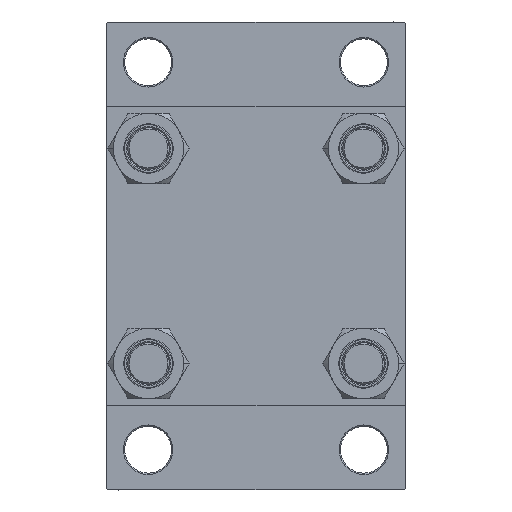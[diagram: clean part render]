
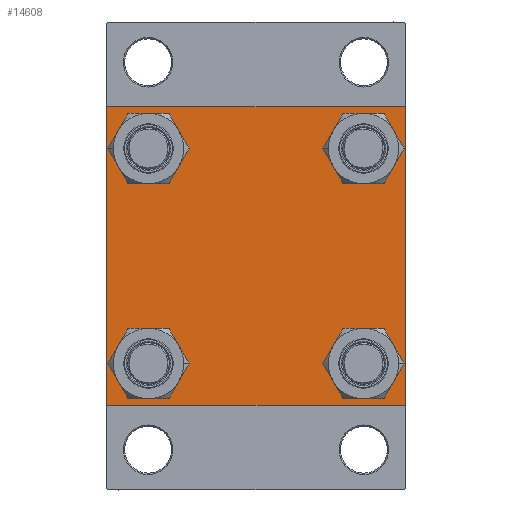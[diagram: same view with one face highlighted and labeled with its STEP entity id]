
A CAD part, left-side view. The second image highlights one B-rep face of the part: STEP entity #14608.
In plain terms, the highlighted planar face has unit normal (-1, 0, 0).
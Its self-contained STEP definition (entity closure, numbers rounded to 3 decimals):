
#501 = FACE_BOUND ( 'NONE', #19823, .T. ) ;
#632 = CARTESIAN_POINT ( 'NONE',  ( 0., 41.35, 49.85 ) ) ;
#662 = DIRECTION ( 'NONE',  ( 0., -1., 0. ) ) ;
#664 = VECTOR ( 'NONE', #7003, 1000. ) ;
#778 = VERTEX_POINT ( 'NONE', #39026 ) ;
#1202 = CARTESIAN_POINT ( 'NONE',  ( 0., -41.35, -32.85 ) ) ;
#1469 = LINE ( 'NONE', #12547, #15984 ) ;
#1752 = VERTEX_POINT ( 'NONE', #28167 ) ;
#2168 = VECTOR ( 'NONE', #36646, 1000. ) ;
#2266 = DIRECTION ( 'NONE',  ( 0., -1., 0. ) ) ;
#2283 = ORIENTED_EDGE ( 'NONE', *, *, #13065, .T. ) ;
#3414 = VERTEX_POINT ( 'NONE', #8802 ) ;
#3631 = CARTESIAN_POINT ( 'NONE',  ( 0., -41.35, 32.85 ) ) ;
#3639 = FACE_OUTER_BOUND ( 'NONE', #13200, .T. ) ;
#4072 = ORIENTED_EDGE ( 'NONE', *, *, #29245, .T. ) ;
#4100 = AXIS2_PLACEMENT_3D ( 'NONE', #6120, #32147, #46873 ) ;
#4261 = DIRECTION ( 'NONE',  ( 1., 0., 0. ) ) ;
#4399 = CIRCLE ( 'NONE', #16691, 8.5 ) ;
#5078 = ORIENTED_EDGE ( 'NONE', *, *, #8685, .F. ) ;
#5567 = CARTESIAN_POINT ( 'NONE',  ( 0., 57.25, -57.25 ) ) ;
#5964 = ORIENTED_EDGE ( 'NONE', *, *, #42352, .T. ) ;
#5984 = CARTESIAN_POINT ( 'NONE',  ( 0., 41.35, -49.85 ) ) ;
#6120 = CARTESIAN_POINT ( 'NONE',  ( 0., 41.35, 41.35 ) ) ;
#6138 = EDGE_LOOP ( 'NONE', ( #2283, #7794 ) ) ;
#6199 = CIRCLE ( 'NONE', #38512, 8.5 ) ;
#6229 = DIRECTION ( 'NONE',  ( 0., 0., 1. ) ) ;
#6621 = EDGE_LOOP ( 'NONE', ( #15801, #25872 ) ) ;
#6845 = CARTESIAN_POINT ( 'NONE',  ( 0., -57.5, -57. ) ) ;
#7003 = DIRECTION ( 'NONE',  ( 0., -0.707, 0.707 ) ) ;
#7085 = CARTESIAN_POINT ( 'NONE',  ( 0., 41.35, 32.85 ) ) ;
#7185 = CARTESIAN_POINT ( 'NONE',  ( 0., -57., -57.5 ) ) ;
#7251 = EDGE_CURVE ( 'NONE', #26149, #20055, #40619, .T. ) ;
#7675 = AXIS2_PLACEMENT_3D ( 'NONE', #13823, #23696, #21051 ) ;
#7794 = ORIENTED_EDGE ( 'NONE', *, *, #39485, .T. ) ;
#8287 = AXIS2_PLACEMENT_3D ( 'NONE', #25126, #17908, #43003 ) ;
#8337 = CARTESIAN_POINT ( 'NONE',  ( 0., 41.35, -41.35 ) ) ;
#8549 = AXIS2_PLACEMENT_3D ( 'NONE', #45794, #19039, #33750 ) ;
#8685 = EDGE_CURVE ( 'NONE', #3414, #23548, #1469, .T. ) ;
#8756 = EDGE_CURVE ( 'NONE', #3414, #778, #21919, .T. ) ;
#8802 = CARTESIAN_POINT ( 'NONE',  ( 0., -57.5, 57. ) ) ;
#9256 = EDGE_CURVE ( 'NONE', #1752, #778, #37766, .T. ) ;
#9848 = EDGE_CURVE ( 'NONE', #10008, #23548, #40046, .T. ) ;
#10008 = VERTEX_POINT ( 'NONE', #7185 ) ;
#10692 = CARTESIAN_POINT ( 'NONE',  ( 0., 41.35, -32.85 ) ) ;
#11295 = CARTESIAN_POINT ( 'NONE',  ( 0., 41.35, 41.35 ) ) ;
#11335 = FACE_BOUND ( 'NONE', #6138, .T. ) ;
#11347 = EDGE_CURVE ( 'NONE', #20055, #26149, #6199, .T. ) ;
#11570 = CARTESIAN_POINT ( 'NONE',  ( 0., -57.25, -57.25 ) ) ;
#11781 = ORIENTED_EDGE ( 'NONE', *, *, #44107, .T. ) ;
#12198 = VECTOR ( 'NONE', #662, 1000. ) ;
#12547 = CARTESIAN_POINT ( 'NONE',  ( 0., -57.5, 57.5 ) ) ;
#12571 = AXIS2_PLACEMENT_3D ( 'NONE', #11295, #30089, #25984 ) ;
#12593 = VERTEX_POINT ( 'NONE', #29950 ) ;
#13051 = DIRECTION ( 'NONE',  ( 0., 0., -1. ) ) ;
#13065 = EDGE_CURVE ( 'NONE', #44863, #16743, #30719, .T. ) ;
#13200 = EDGE_LOOP ( 'NONE', ( #11781, #32343, #4072, #34732, #5078, #15918, #17466, #5964 ) ) ;
#13823 = CARTESIAN_POINT ( 'NONE',  ( 0., -41.35, -41.35 ) ) ;
#14608 = ADVANCED_FACE ( 'NONE', ( #11335, #19037, #501, #36659, #3639 ), #40765, .T. ) ;
#15199 = DIRECTION ( 'NONE',  ( -1., 0., 0. ) ) ;
#15480 = CIRCLE ( 'NONE', #8549, 8.5 ) ;
#15801 = ORIENTED_EDGE ( 'NONE', *, *, #21103, .T. ) ;
#15918 = ORIENTED_EDGE ( 'NONE', *, *, #8756, .T. ) ;
#15984 = VECTOR ( 'NONE', #35943, 1000. ) ;
#16021 = AXIS2_PLACEMENT_3D ( 'NONE', #25541, #15199, #30131 ) ;
#16140 = DIRECTION ( 'NONE',  ( 0., 0.707, -0.707 ) ) ;
#16691 = AXIS2_PLACEMENT_3D ( 'NONE', #42403, #38780, #6229 ) ;
#16743 = VERTEX_POINT ( 'NONE', #3631 ) ;
#17466 = ORIENTED_EDGE ( 'NONE', *, *, #9256, .F. ) ;
#17908 = DIRECTION ( 'NONE',  ( 1., 0., 0. ) ) ;
#18292 = EDGE_CURVE ( 'NONE', #12593, #21081, #32304, .T. ) ;
#19037 = FACE_BOUND ( 'NONE', #6621, .T. ) ;
#19039 = DIRECTION ( 'NONE',  ( 1., 0., 0. ) ) ;
#19342 = CARTESIAN_POINT ( 'NONE',  ( 0., -41.35, 49.85 ) ) ;
#19823 = EDGE_LOOP ( 'NONE', ( #44659, #32881 ) ) ;
#20055 = VERTEX_POINT ( 'NONE', #5984 ) ;
#20267 = DIRECTION ( 'NONE',  ( 0., -0.707, -0.707 ) ) ;
#20450 = DIRECTION ( 'NONE',  ( 0., 0., 1. ) ) ;
#20471 = CARTESIAN_POINT ( 'NONE',  ( 0., 57.25, 57.25 ) ) ;
#20525 = CARTESIAN_POINT ( 'NONE',  ( 0., 57.5, 57.5 ) ) ;
#21051 = DIRECTION ( 'NONE',  ( 0., 0., 1. ) ) ;
#21081 = VERTEX_POINT ( 'NONE', #1202 ) ;
#21103 = EDGE_CURVE ( 'NONE', #21081, #12593, #15480, .T. ) ;
#21660 = CARTESIAN_POINT ( 'NONE',  ( 0., 57., -57.5 ) ) ;
#21919 = LINE ( 'NONE', #26242, #2168 ) ;
#22995 = AXIS2_PLACEMENT_3D ( 'NONE', #27910, #38783, #20450 ) ;
#23548 = VERTEX_POINT ( 'NONE', #6845 ) ;
#23696 = DIRECTION ( 'NONE',  ( 1., 0., 0. ) ) ;
#23862 = LINE ( 'NONE', #5567, #29450 ) ;
#24174 = LINE ( 'NONE', #38910, #25605 ) ;
#25126 = CARTESIAN_POINT ( 'NONE',  ( 0., 41.35, -41.35 ) ) ;
#25389 = VERTEX_POINT ( 'NONE', #28284 ) ;
#25411 = EDGE_CURVE ( 'NONE', #44755, #36694, #26399, .T. ) ;
#25541 = CARTESIAN_POINT ( 'NONE',  ( 0., 0., 0. ) ) ;
#25605 = VECTOR ( 'NONE', #2266, 1000. ) ;
#25872 = ORIENTED_EDGE ( 'NONE', *, *, #18292, .T. ) ;
#25984 = DIRECTION ( 'NONE',  ( 0., 0., 1. ) ) ;
#26149 = VERTEX_POINT ( 'NONE', #10692 ) ;
#26171 = DIRECTION ( 'NONE',  ( 0., 0., 1. ) ) ;
#26242 = CARTESIAN_POINT ( 'NONE',  ( 0., -57.25, 57.25 ) ) ;
#26399 = CIRCLE ( 'NONE', #4100, 8.5 ) ;
#27016 = EDGE_CURVE ( 'NONE', #36694, #44755, #27945, .T. ) ;
#27064 = VECTOR ( 'NONE', #13051, 1000. ) ;
#27687 = LINE ( 'NONE', #20471, #32426 ) ;
#27910 = CARTESIAN_POINT ( 'NONE',  ( 0., -41.35, 41.35 ) ) ;
#27945 = CIRCLE ( 'NONE', #12571, 8.5 ) ;
#28167 = CARTESIAN_POINT ( 'NONE',  ( 0., 57., 57.5 ) ) ;
#28284 = CARTESIAN_POINT ( 'NONE',  ( 0., 57.5, 57. ) ) ;
#28785 = EDGE_CURVE ( 'NONE', #34590, #45399, #23862, .T. ) ;
#29245 = EDGE_CURVE ( 'NONE', #45399, #10008, #24174, .T. ) ;
#29450 = VECTOR ( 'NONE', #20267, 1000. ) ;
#29950 = CARTESIAN_POINT ( 'NONE',  ( 0., -41.35, -49.85 ) ) ;
#30089 = DIRECTION ( 'NONE',  ( 1., 0., 0. ) ) ;
#30131 = DIRECTION ( 'NONE',  ( 0., 0., 1. ) ) ;
#30719 = CIRCLE ( 'NONE', #22995, 8.5 ) ;
#32147 = DIRECTION ( 'NONE',  ( 1., 0., 0. ) ) ;
#32304 = CIRCLE ( 'NONE', #7675, 8.5 ) ;
#32343 = ORIENTED_EDGE ( 'NONE', *, *, #28785, .T. ) ;
#32426 = VECTOR ( 'NONE', #16140, 1000. ) ;
#32881 = ORIENTED_EDGE ( 'NONE', *, *, #11347, .T. ) ;
#33300 = ORIENTED_EDGE ( 'NONE', *, *, #27016, .T. ) ;
#33750 = DIRECTION ( 'NONE',  ( 0., 0., 1. ) ) ;
#34082 = CARTESIAN_POINT ( 'NONE',  ( 0., 57.5, -57. ) ) ;
#34590 = VERTEX_POINT ( 'NONE', #34082 ) ;
#34732 = ORIENTED_EDGE ( 'NONE', *, *, #9848, .T. ) ;
#35003 = LINE ( 'NONE', #20525, #27064 ) ;
#35943 = DIRECTION ( 'NONE',  ( 0., 0., -1. ) ) ;
#36066 = ORIENTED_EDGE ( 'NONE', *, *, #25411, .T. ) ;
#36646 = DIRECTION ( 'NONE',  ( 0., 0.707, 0.707 ) ) ;
#36659 = FACE_BOUND ( 'NONE', #39422, .T. ) ;
#36694 = VERTEX_POINT ( 'NONE', #632 ) ;
#37766 = LINE ( 'NONE', #41166, #12198 ) ;
#38512 = AXIS2_PLACEMENT_3D ( 'NONE', #8337, #4261, #26171 ) ;
#38780 = DIRECTION ( 'NONE',  ( 1., 0., 0. ) ) ;
#38783 = DIRECTION ( 'NONE',  ( 1., 0., 0. ) ) ;
#38910 = CARTESIAN_POINT ( 'NONE',  ( 0., 57.5, -57.5 ) ) ;
#39026 = CARTESIAN_POINT ( 'NONE',  ( 0., -57., 57.5 ) ) ;
#39422 = EDGE_LOOP ( 'NONE', ( #33300, #36066 ) ) ;
#39485 = EDGE_CURVE ( 'NONE', #16743, #44863, #4399, .T. ) ;
#40046 = LINE ( 'NONE', #11570, #664 ) ;
#40619 = CIRCLE ( 'NONE', #8287, 8.5 ) ;
#40765 = PLANE ( 'NONE',  #16021 ) ;
#41166 = CARTESIAN_POINT ( 'NONE',  ( 0., 57.5, 57.5 ) ) ;
#42352 = EDGE_CURVE ( 'NONE', #1752, #25389, #27687, .T. ) ;
#42403 = CARTESIAN_POINT ( 'NONE',  ( 0., -41.35, 41.35 ) ) ;
#43003 = DIRECTION ( 'NONE',  ( 0., 0., 1. ) ) ;
#44107 = EDGE_CURVE ( 'NONE', #25389, #34590, #35003, .T. ) ;
#44659 = ORIENTED_EDGE ( 'NONE', *, *, #7251, .T. ) ;
#44755 = VERTEX_POINT ( 'NONE', #7085 ) ;
#44863 = VERTEX_POINT ( 'NONE', #19342 ) ;
#45399 = VERTEX_POINT ( 'NONE', #21660 ) ;
#45794 = CARTESIAN_POINT ( 'NONE',  ( 0., -41.35, -41.35 ) ) ;
#46873 = DIRECTION ( 'NONE',  ( 0., 0., 1. ) ) ;
